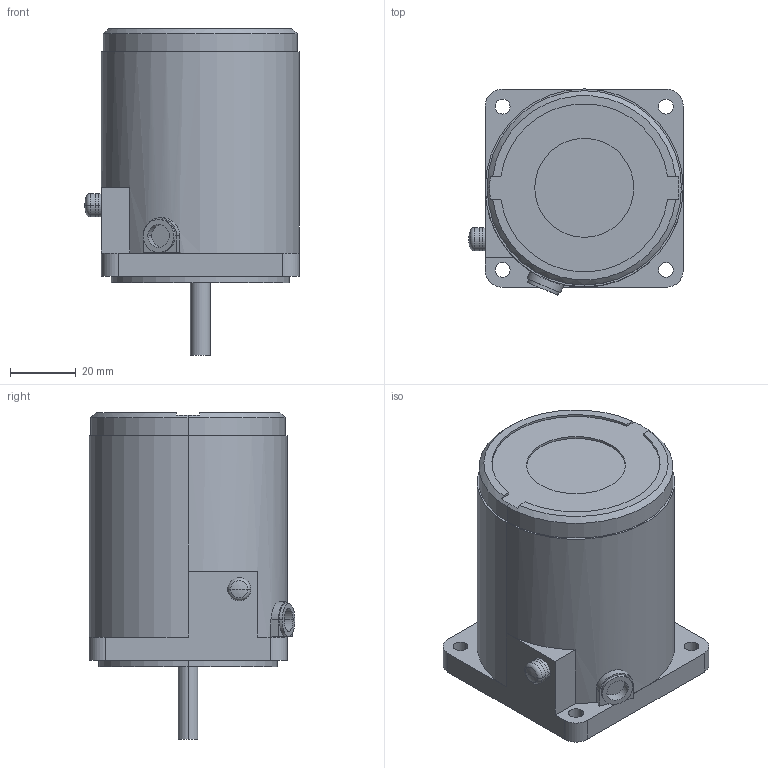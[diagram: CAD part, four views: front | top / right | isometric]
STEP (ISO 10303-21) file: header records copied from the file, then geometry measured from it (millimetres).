
FILE_DESCRIPTION (( 'STEP AP203' ), '1' );
FILE_NAME ('A444.STEP', '2015-04-03T01:28:53', ( 'om' ), ( 'Hewlett-Packard Company' ), 'SwSTEP 2.0', 'SolidWorks 2014', '' );
FILE_SCHEMA (( 'CONFIG_CONTROL_DESIGN' ));
Length unit declared in the file: millimetre
Products named in the file (1): A444
Bounding box: 65 x 62.4 x 99 mm (x, y, z)
Volume: 215879.9 mm3; surface area: 23928 mm2
Topology: 1 solids, 2 shells, 114 faces, 288 edges, 187 vertices
Faces by surface type: cylinder 68, plane 40, torus 2, sphere 2, cone 2
Entity records: 3614 total; most frequent: DIRECTION 661, CARTESIAN_POINT 643, ORIENTED_EDGE 576, EDGE_CURVE 288, AXIS2_PLACEMENT_3D 263, VERTEX_POINT 187, CIRCLE 148, LINE 135
